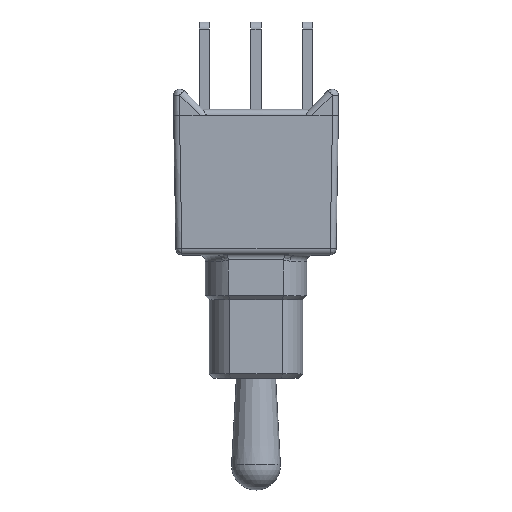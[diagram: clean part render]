
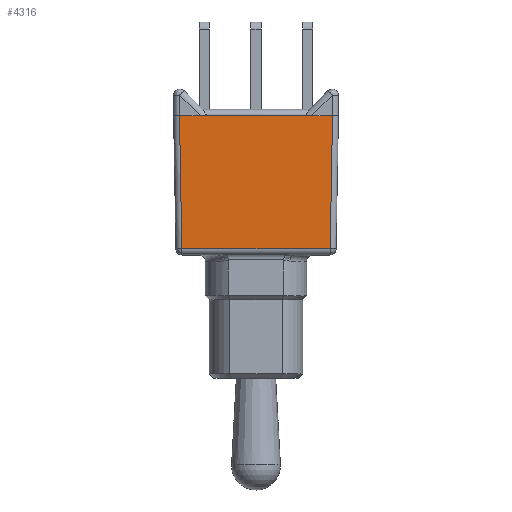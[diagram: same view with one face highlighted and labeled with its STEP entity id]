
A CAD part, top view. The second image highlights one B-rep face of the part: STEP entity #4316.
In plain terms, the highlighted planar face has unit normal (0, -0.018, 1).
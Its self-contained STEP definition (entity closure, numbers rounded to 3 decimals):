
#388=DIRECTION('',(-1.,0.,0.));
#389=VECTOR('',#388,1.024);
#390=CARTESIAN_POINT('',(3.76,0.12,2.5));
#391=LINE('',#390,#389);
#392=DIRECTION('',(-1.,0.,0.));
#393=VECTOR('',#392,1.024);
#394=CARTESIAN_POINT('',(-2.736,0.12,2.5));
#395=LINE('',#394,#393);
#396=DIRECTION('',(-1.,0.,0.));
#397=VECTOR('',#396,5.472);
#398=CARTESIAN_POINT('',(2.736,0.12,2.5));
#399=LINE('',#398,#397);
#740=DIRECTION('',(-0.017,1.,0.017));
#741=VECTOR('',#740,6.557);
#742=CARTESIAN_POINT('',(-3.646,-6.435,2.386));
#743=LINE('',#742,#741);
#790=DIRECTION('',(1.,0.,0.));
#791=VECTOR('',#790,7.291);
#792=CARTESIAN_POINT('',(-3.646,-6.435,2.386));
#793=LINE('',#792,#791);
#829=DIRECTION('',(0.017,1.,0.017));
#830=VECTOR('',#829,6.557);
#831=CARTESIAN_POINT('',(3.646,-6.435,2.386));
#832=LINE('',#831,#830);
#3550=CARTESIAN_POINT('',(2.736,0.12,2.5));
#3552=VERTEX_POINT('',#3550);
#3555=CARTESIAN_POINT('',(3.76,0.12,2.5));
#3556=VERTEX_POINT('',#3555);
#3559=CARTESIAN_POINT('',(3.646,-6.435,2.386));
#3560=VERTEX_POINT('',#3559);
#3587=CARTESIAN_POINT('',(-2.736,0.12,2.5));
#3589=VERTEX_POINT('',#3587);
#3592=CARTESIAN_POINT('',(-3.76,0.12,2.5));
#3594=VERTEX_POINT('',#3592);
#3599=CARTESIAN_POINT('',(-3.646,-6.435,
2.386));
#3600=VERTEX_POINT('',#3599);
#4298=CARTESIAN_POINT('',(4.245,0.12,2.5));
#4299=DIRECTION('',(0.,-0.017,1.));
#4300=DIRECTION('',(1.,0.,0.));
#4301=AXIS2_PLACEMENT_3D('',#4298,#4299,#4300);
#4302=PLANE('',#4301);
#4304=ORIENTED_EDGE('',*,*,#4303,.F.);
#4306=ORIENTED_EDGE('',*,*,#4305,.F.);
#4308=ORIENTED_EDGE('',*,*,#4307,.F.);
#4310=ORIENTED_EDGE('',*,*,#4309,.F.);
#4312=ORIENTED_EDGE('',*,*,#4311,.T.);
#4313=ORIENTED_EDGE('',*,*,#4289,.F.);
#4314=EDGE_LOOP('',(#4304,#4306,#4308,#4310,#4312,#4313));
#4315=FACE_OUTER_BOUND('',#4314,.F.);
#4289=EDGE_CURVE('',#3589,#3594,#395,.T.);
#4303=EDGE_CURVE('',#3552,#3589,#399,.T.);
#4305=EDGE_CURVE('',#3556,#3552,#391,.T.);
#4307=EDGE_CURVE('',#3560,#3556,#832,.T.);
#4309=EDGE_CURVE('',#3600,#3560,#793,.T.);
#4311=EDGE_CURVE('',#3600,#3594,#743,.T.);
#4316=ADVANCED_FACE('',(#4315),#4302,.T.);
